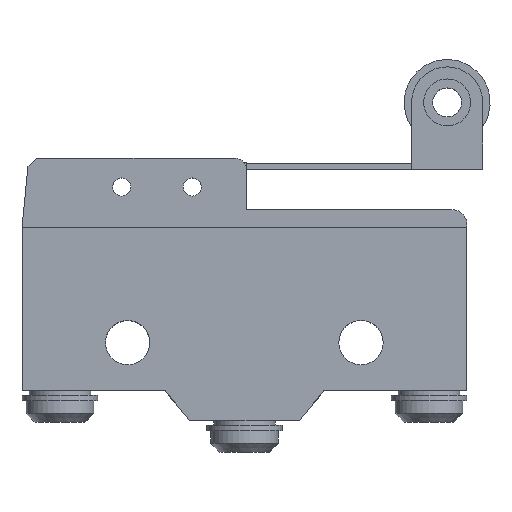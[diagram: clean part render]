
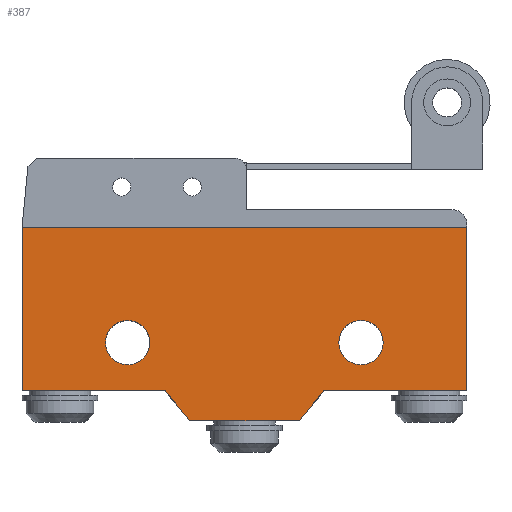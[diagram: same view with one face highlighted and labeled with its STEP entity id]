
A CAD part, top view. The second image highlights one B-rep face of the part: STEP entity #387.
In plain terms, the highlighted planar face has unit normal (0, 0, 1).
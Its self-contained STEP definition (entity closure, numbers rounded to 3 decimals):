
#136=FACE_BOUND('',#637,.T.);
#137=FACE_BOUND('',#638,.T.);
#138=FACE_BOUND('',#639,.T.);
#208=CIRCLE('',#1824,2.45);
#209=CIRCLE('',#1826,2.454);
#387=ADVANCED_FACE('',(#136,#137,#138),#447,.T.);
#447=PLANE('',#1829);
#637=EDGE_LOOP('',(#991,#992,#993,#994,#995,#996,#997,#998));
#638=EDGE_LOOP('',(#999));
#639=EDGE_LOOP('',(#1000));
#991=ORIENTED_EDGE('',*,*,#1379,.F.);
#992=ORIENTED_EDGE('',*,*,#1380,.F.);
#993=ORIENTED_EDGE('',*,*,#1381,.F.);
#994=ORIENTED_EDGE('',*,*,#1382,.F.);
#995=ORIENTED_EDGE('',*,*,#1383,.F.);
#996=ORIENTED_EDGE('',*,*,#1384,.F.);
#997=ORIENTED_EDGE('',*,*,#1385,.F.);
#998=ORIENTED_EDGE('',*,*,#1386,.F.);
#999=ORIENTED_EDGE('',*,*,#1376,.F.);
#1000=ORIENTED_EDGE('',*,*,#1377,.F.);
#1175=VERTEX_POINT('',#2701);
#1178=VERTEX_POINT('',#2711);
#1179=VERTEX_POINT('',#2714);
#1181=VERTEX_POINT('',#2719);
#1182=VERTEX_POINT('',#2721);
#1183=VERTEX_POINT('',#2723);
#1184=VERTEX_POINT('',#2725);
#1185=VERTEX_POINT('',#2727);
#1186=VERTEX_POINT('',#2729);
#1187=VERTEX_POINT('',#2731);
#1376=EDGE_CURVE('',#1178,#1178,#208,.T.);
#1377=EDGE_CURVE('',#1179,#1179,#209,.T.);
#1379=EDGE_CURVE('',#1175,#1181,#1515,.T.);
#1380=EDGE_CURVE('',#1182,#1175,#1516,.T.);
#1381=EDGE_CURVE('',#1183,#1182,#1517,.T.);
#1382=EDGE_CURVE('',#1184,#1183,#1518,.T.);
#1383=EDGE_CURVE('',#1185,#1184,#1519,.T.);
#1384=EDGE_CURVE('',#1186,#1185,#1520,.T.);
#1385=EDGE_CURVE('',#1187,#1186,#1521,.T.);
#1386=EDGE_CURVE('',#1181,#1187,#1522,.T.);
#1515=LINE('',#2718,#1650);
#1516=LINE('',#2720,#1651);
#1517=LINE('',#2722,#1652);
#1518=LINE('',#2724,#1653);
#1519=LINE('',#2726,#1654);
#1520=LINE('',#2728,#1655);
#1521=LINE('',#2730,#1656);
#1522=LINE('',#2732,#1657);
#1650=VECTOR('',#2268,1.);
#1651=VECTOR('',#2269,1.);
#1652=VECTOR('',#2270,1.);
#1653=VECTOR('',#2271,1.);
#1654=VECTOR('',#2272,1.);
#1655=VECTOR('',#2273,1.);
#1656=VECTOR('',#2274,1.);
#1657=VECTOR('',#2275,1.);
#1824=AXIS2_PLACEMENT_3D('',#2710,#2258,#2259);
#1826=AXIS2_PLACEMENT_3D('',#2713,#2262,#2263);
#1829=AXIS2_PLACEMENT_3D('',#2733,#2276,#2277);
#2258=DIRECTION('',(0.,0.,1.));
#2259=DIRECTION('',(0.,1.,0.));
#2262=DIRECTION('',(0.,0.,1.));
#2263=DIRECTION('',(1.,0.,0.));
#2268=DIRECTION('',(1.,0.,0.));
#2269=DIRECTION('',(0.,1.,0.));
#2270=DIRECTION('',(-1.,0.,0.));
#2271=DIRECTION('',(-0.634,0.773,0.));
#2272=DIRECTION('',(-1.,0.,0.));
#2273=DIRECTION('',(-0.635,-0.773,0.));
#2274=DIRECTION('',(-1.,0.,0.));
#2275=DIRECTION('',(0.,-1.,0.));
#2276=DIRECTION('',(0.,0.,1.));
#2277=DIRECTION('',(-1.,0.,0.));
#2701=CARTESIAN_POINT('',(0.,18.029,17.5));
#2710=CARTESIAN_POINT('',(11.686,5.316,17.5));
#2711=CARTESIAN_POINT('',(11.686,7.766,17.5));
#2713=CARTESIAN_POINT('',(37.482,5.316,17.5));
#2714=CARTESIAN_POINT('',(35.028,5.316,17.5));
#2718=CARTESIAN_POINT('',(0.,18.029,17.5));
#2719=CARTESIAN_POINT('',(49.2,18.029,17.5));
#2720=CARTESIAN_POINT('',(0.,0.,17.5));
#2721=CARTESIAN_POINT('',(0.,0.,17.5));
#2722=CARTESIAN_POINT('',(15.817,0.,17.5));
#2723=CARTESIAN_POINT('',(15.817,0.,17.5));
#2724=CARTESIAN_POINT('',(18.528,-3.303,17.5));
#2725=CARTESIAN_POINT('',(18.528,-3.303,17.5));
#2726=CARTESIAN_POINT('',(30.672,-3.303,17.5));
#2727=CARTESIAN_POINT('',(30.672,-3.303,17.5));
#2728=CARTESIAN_POINT('',(33.384,0.,17.5));
#2729=CARTESIAN_POINT('',(33.384,0.,17.5));
#2730=CARTESIAN_POINT('',(49.2,0.,17.5));
#2731=CARTESIAN_POINT('',(49.2,0.,17.5));
#2732=CARTESIAN_POINT('',(49.2,18.029,17.5));
#2733=CARTESIAN_POINT('',(24.6,9.211,17.5));
